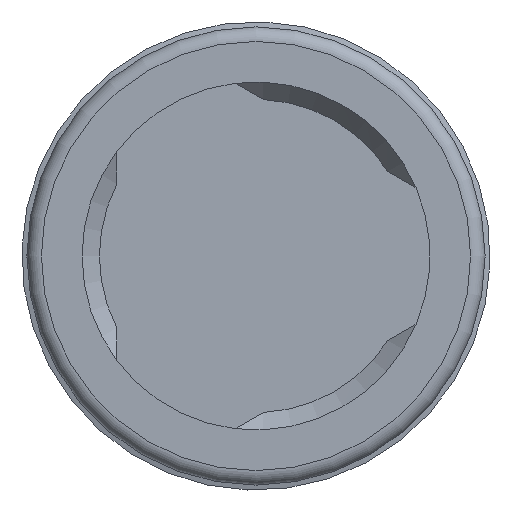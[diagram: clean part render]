
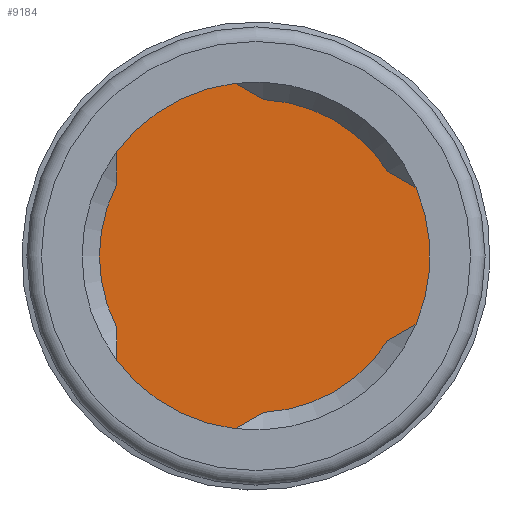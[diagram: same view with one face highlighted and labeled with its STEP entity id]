
A CAD part, left-side view. The second image highlights one B-rep face of the part: STEP entity #9184.
In plain terms, the highlighted planar face has unit normal (-1, 0, 0).
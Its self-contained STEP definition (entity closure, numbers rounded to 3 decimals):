
#1042=PLANE('',#9733);
#2039=FACE_OUTER_BOUND('',#2574,.T.);
#2574=EDGE_LOOP('',(#8623,#8624));
#3609=CIRCLE('',#9307,6.15);
#3610=CIRCLE('',#9308,6.15);
#4105=VERTEX_POINT('',#18679);
#4106=VERTEX_POINT('',#18681);
#4996=EDGE_CURVE('',#4106,#4105,#3609,.T.);
#4997=EDGE_CURVE('',#4105,#4106,#3610,.T.);
#8623=ORIENTED_EDGE('',*,*,#4996,.T.);
#8624=ORIENTED_EDGE('',*,*,#4997,.T.);
#9184=ADVANCED_FACE('',(#2039),#1042,.T.);
#9307=AXIS2_PLACEMENT_3D('',#18682,#10007,#10008);
#9308=AXIS2_PLACEMENT_3D('',#18683,#10009,#10010);
#9733=AXIS2_PLACEMENT_3D('',#64907,#11259,#11260);
#10007=DIRECTION('center_axis',(-1.,0.,0.));
#10008=DIRECTION('ref_axis',(0.,-1.,0.));
#10009=DIRECTION('center_axis',(-1.,0.,0.));
#10010=DIRECTION('ref_axis',(0.,-1.,0.));
#11259=DIRECTION('center_axis',(-1.,0.,0.));
#11260=DIRECTION('ref_axis',(0.,0.,1.));
#18679=CARTESIAN_POINT('',(5.,6.15,0.));
#18681=CARTESIAN_POINT('',(5.,-6.15,0.));
#18682=CARTESIAN_POINT('Origin',(5.,0.,0.));
#18683=CARTESIAN_POINT('Origin',(5.,0.,0.));
#64907=CARTESIAN_POINT('Origin',(5.,6.429,0.));
